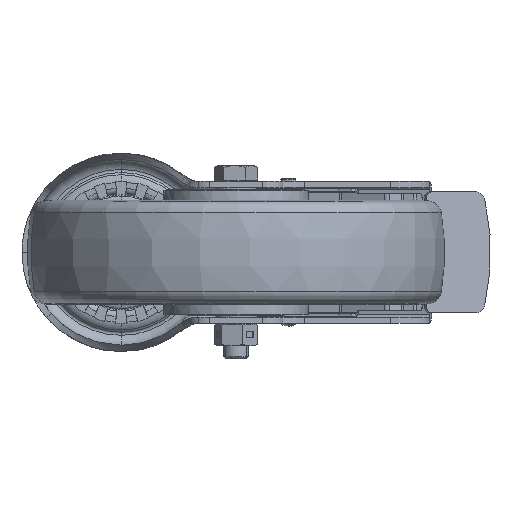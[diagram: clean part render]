
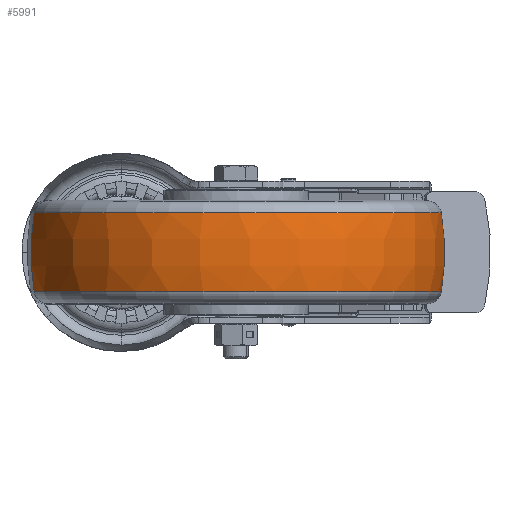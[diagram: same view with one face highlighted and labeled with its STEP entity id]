
A CAD part, front view. The second image highlights one B-rep face of the part: STEP entity #5991.
In plain terms, the highlighted toroidal (fillet/blend) face has major radius 10 mm and minor radius 110 mm.
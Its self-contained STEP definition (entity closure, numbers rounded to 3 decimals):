
#1451 = CARTESIAN_POINT ( 'NONE',  ( -41.646, -149.346, 18.854 ) ) ;
#1772 = EDGE_CURVE ( 'NONE', #55438, #33922, #51125, .T. ) ;
#4320 = DIRECTION ( 'NONE',  ( -0.982, -0.186, 0. ) ) ;
#5991 = ADVANCED_FACE ( 'NONE', ( #44304 ), #46861, .T. ) ;
#8973 = DIRECTION ( 'NONE',  ( 0., 0., -1. ) ) ;
#9452 = EDGE_CURVE ( 'NONE', #39012, #47446, #16335, .T. ) ;
#10007 = CARTESIAN_POINT ( 'NONE',  ( 55., -131., 18.854 ) ) ;
#12695 = CARTESIAN_POINT ( 'NONE',  ( 55., -131., -18.854 ) ) ;
#14626 = CARTESIAN_POINT ( 'NONE',  ( 45.175, -132.865, 0. ) ) ;
#16335 = CIRCLE ( 'NONE', #31258, 98.372 ) ;
#17081 = AXIS2_PLACEMENT_3D ( 'NONE', #12695, #53399, #63315 ) ;
#18991 = DIRECTION ( 'NONE',  ( -0.982, -0.186, 0. ) ) ;
#21953 = ORIENTED_EDGE ( 'NONE', *, *, #1772, .F. ) ;
#22353 = ORIENTED_EDGE ( 'NONE', *, *, #31849, .T. ) ;
#23104 = CIRCLE ( 'NONE', #60279, 110. ) ;
#26972 = ORIENTED_EDGE ( 'NONE', *, *, #9452, .T. ) ;
#27934 = CARTESIAN_POINT ( 'NONE',  ( -41.646, -149.346, -18.854 ) ) ;
#28704 = CARTESIAN_POINT ( 'NONE',  ( 151.646, -112.654, -18.854 ) ) ;
#29217 = CARTESIAN_POINT ( 'NONE',  ( 64.825, -129.135, 0. ) ) ;
#31258 = AXIS2_PLACEMENT_3D ( 'NONE', #10007, #50381, #4320 ) ;
#31849 = EDGE_CURVE ( 'NONE', #47446, #33922, #37269, .T. ) ;
#33922 = VERTEX_POINT ( 'NONE', #27934 ) ;
#34191 = DIRECTION ( 'NONE',  ( 0.982, 0.186, 0. ) ) ;
#34362 = CARTESIAN_POINT ( 'NONE',  ( 55., -131., 0. ) ) ;
#36988 = CARTESIAN_POINT ( 'NONE',  ( 151.646, -112.654, 18.854 ) ) ;
#37269 = CIRCLE ( 'NONE', #46824, 110. ) ;
#38345 = AXIS2_PLACEMENT_3D ( 'NONE', #34362, #8973, #49634 ) ;
#39012 = VERTEX_POINT ( 'NONE', #36988 ) ;
#44304 = FACE_OUTER_BOUND ( 'NONE', #61809, .T. ) ;
#46824 = AXIS2_PLACEMENT_3D ( 'NONE', #29217, #58805, #34191 ) ;
#46861 = TOROIDAL_SURFACE ( 'NONE', #38345, -10., 110. ) ;
#47446 = VERTEX_POINT ( 'NONE', #1451 ) ;
#49634 = DIRECTION ( 'NONE',  ( -0.982, -0.186, 0. ) ) ;
#50322 = DIRECTION ( 'NONE',  ( -0.186, 0.982, 0. ) ) ;
#50381 = DIRECTION ( 'NONE',  ( 0., 0., -1. ) ) ;
#51125 = CIRCLE ( 'NONE', #17081, 98.372 ) ;
#51282 = ORIENTED_EDGE ( 'NONE', *, *, #55468, .F. ) ;
#53399 = DIRECTION ( 'NONE',  ( 0., 0., -1. ) ) ;
#55438 = VERTEX_POINT ( 'NONE', #28704 ) ;
#55468 = EDGE_CURVE ( 'NONE', #39012, #55438, #23104, .T. ) ;
#58805 = DIRECTION ( 'NONE',  ( 0.186, -0.982, 0. ) ) ;
#60279 = AXIS2_PLACEMENT_3D ( 'NONE', #14626, #50322, #18991 ) ;
#61809 = EDGE_LOOP ( 'NONE', ( #51282, #26972, #22353, #21953 ) ) ;
#63315 = DIRECTION ( 'NONE',  ( -0.982, -0.186, 0. ) ) ;
